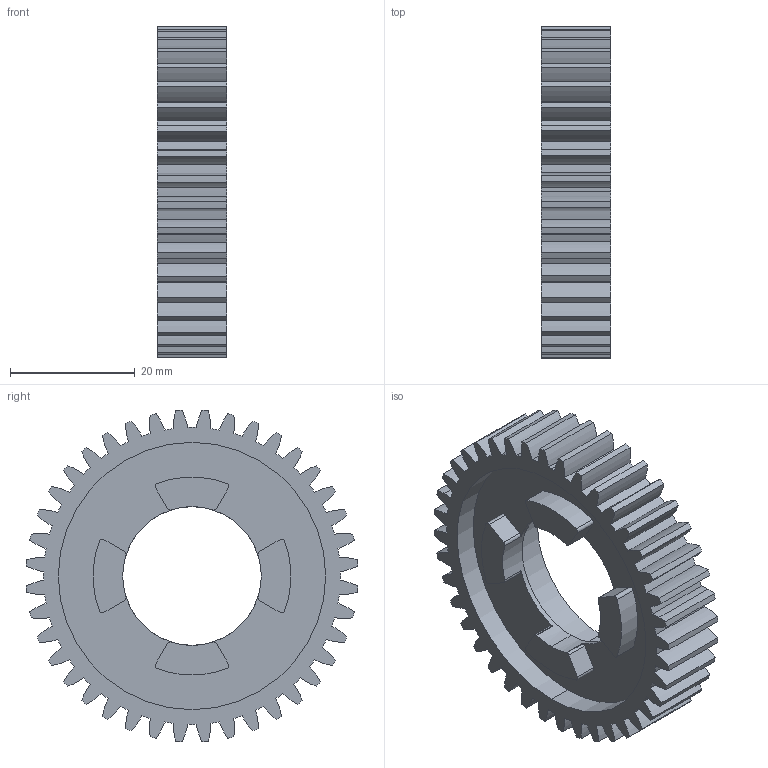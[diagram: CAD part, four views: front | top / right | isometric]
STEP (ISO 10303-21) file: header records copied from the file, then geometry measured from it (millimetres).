
FILE_DESCRIPTION (( 'STEP AP214' ), '1' );
FILE_NAME ('am-3490 40t 20dp 4 Tooth Dog Pattern Gear.STEP', '2016-11-04T21:03:10', ( '' ), ( '' ), 'SwSTEP 2.0', 'SolidWorks 2014', '' );
FILE_SCHEMA (( 'AUTOMOTIVE_DESIGN' ));
Length unit declared in the file: inch
Products named in the file (1): am-3490 40t 20dp 4 Tooth Dog Pattern Gear
Bounding box: 11.11 x 53.24 x 53.24 mm (x, y, z)
Volume: 12958.3 mm3; surface area: 8462.5 mm2
Topology: 1 solids, 1 shells, 210 faces, 618 edges, 412 vertices
Faces by surface type: cylinder 194, plane 16
Entity records: 7282 total; most frequent: DIRECTION 1436, CARTESIAN_POINT 1241, ORIENTED_EDGE 1236, EDGE_CURVE 618, AXIS2_PLACEMENT_3D 607, VERTEX_POINT 412, CIRCLE 396, LINE 222
